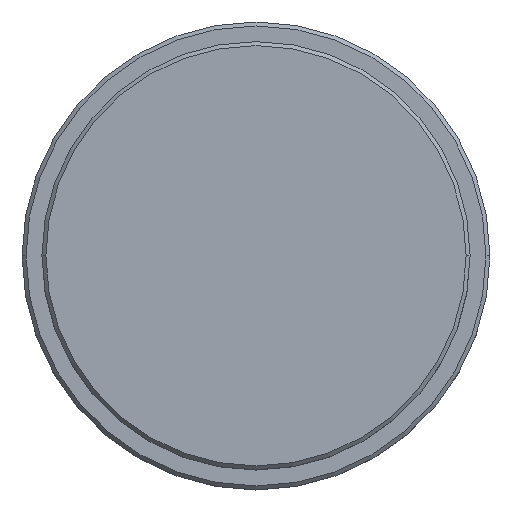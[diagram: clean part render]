
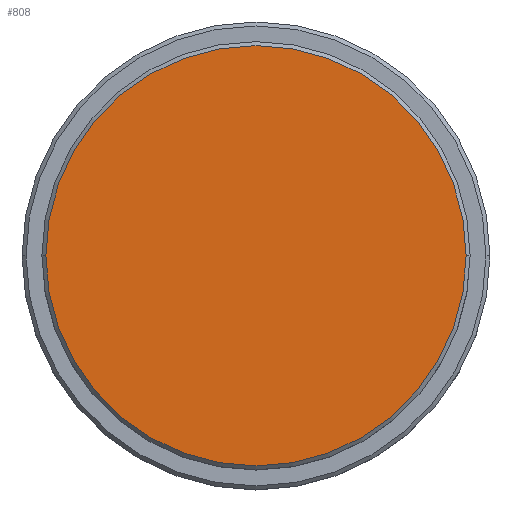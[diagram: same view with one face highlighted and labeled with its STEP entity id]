
A CAD part, top view. The second image highlights one B-rep face of the part: STEP entity #808.
In plain terms, the highlighted planar face has unit normal (0, 0, 1).
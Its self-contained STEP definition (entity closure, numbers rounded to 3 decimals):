
#13 = PLANE ( 'NONE',  #1249 ) ;
#170 = CIRCLE ( 'NONE', #971, 26.5 ) ;
#227 = DIRECTION ( 'NONE',  ( 1., 0., 0. ) ) ;
#270 = AXIS2_PLACEMENT_3D ( 'NONE', #1267, #1051, #1173 ) ;
#405 = ORIENTED_EDGE ( 'NONE', *, *, #668, .T. ) ;
#558 = DIRECTION ( 'NONE',  ( 0., 0., 1. ) ) ;
#579 = ORIENTED_EDGE ( 'NONE', *, *, #790, .T. ) ;
#649 = VERTEX_POINT ( 'NONE', #1319 ) ;
#668 = EDGE_CURVE ( 'NONE', #649, #1188, #1106, .T. ) ;
#675 = DIRECTION ( 'NONE',  ( 0., 0., 1. ) ) ;
#790 = EDGE_CURVE ( 'NONE', #1188, #649, #170, .T. ) ;
#808 = ADVANCED_FACE ( 'NONE', ( #1213 ), #13, .T. ) ;
#858 = CARTESIAN_POINT ( 'NONE',  ( 0., 0., 0. ) ) ;
#890 = DIRECTION ( 'NONE',  ( 1., 0., 0. ) ) ;
#971 = AXIS2_PLACEMENT_3D ( 'NONE', #1307, #675, #227 ) ;
#1051 = DIRECTION ( 'NONE',  ( 0., 0., 1. ) ) ;
#1070 = EDGE_LOOP ( 'NONE', ( #579, #405 ) ) ;
#1087 = CARTESIAN_POINT ( 'NONE',  ( -26.5, 0., 0. ) ) ;
#1106 = CIRCLE ( 'NONE', #270, 26.5 ) ;
#1173 = DIRECTION ( 'NONE',  ( 1., 0., 0. ) ) ;
#1188 = VERTEX_POINT ( 'NONE', #1087 ) ;
#1213 = FACE_OUTER_BOUND ( 'NONE', #1070, .T. ) ;
#1249 = AXIS2_PLACEMENT_3D ( 'NONE', #858, #558, #890 ) ;
#1267 = CARTESIAN_POINT ( 'NONE',  ( 0., 0., 0. ) ) ;
#1307 = CARTESIAN_POINT ( 'NONE',  ( 0., 0., 0. ) ) ;
#1319 = CARTESIAN_POINT ( 'NONE',  ( 26.5, 0., 0. ) ) ;
